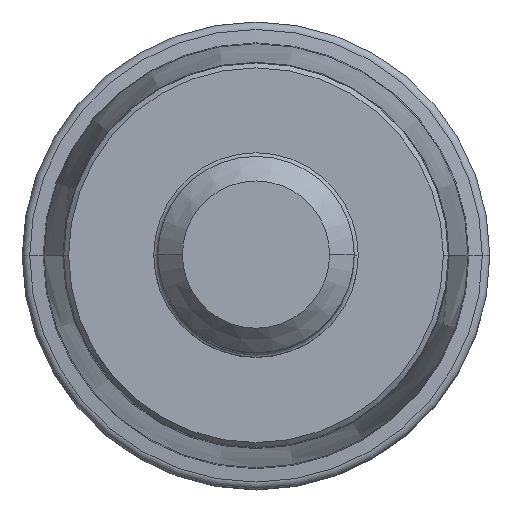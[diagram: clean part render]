
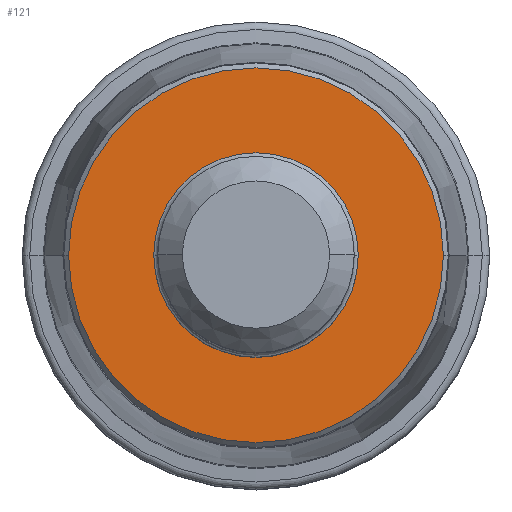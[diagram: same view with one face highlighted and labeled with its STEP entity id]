
A CAD part, top view. The second image highlights one B-rep face of the part: STEP entity #121.
In plain terms, the highlighted planar face has unit normal (0, 0, 1).
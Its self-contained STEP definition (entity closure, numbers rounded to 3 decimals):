
#43=PLANE('',#1315);
#48=FACE_BOUND('',#296,.T.);
#49=FACE_BOUND('',#297,.T.);
#121=ADVANCED_FACE('',(#48,#49),#43,.F.);
#296=EDGE_LOOP('',(#456,#457));
#297=EDGE_LOOP('',(#458,#459));
#456=ORIENTED_EDGE('',*,*,#786,.T.);
#457=ORIENTED_EDGE('',*,*,#787,.T.);
#458=ORIENTED_EDGE('',*,*,#788,.T.);
#459=ORIENTED_EDGE('',*,*,#789,.T.);
#678=VERTEX_POINT('',#2076);
#679=VERTEX_POINT('',#2077);
#680=VERTEX_POINT('',#2080);
#681=VERTEX_POINT('',#2081);
#786=EDGE_CURVE('',#678,#679,#937,.T.);
#787=EDGE_CURVE('',#679,#678,#938,.T.);
#788=EDGE_CURVE('',#680,#681,#939,.T.);
#789=EDGE_CURVE('',#681,#680,#940,.T.);
#937=CIRCLE('',#1311,11.45);
#938=CIRCLE('',#1312,11.45);
#939=CIRCLE('',#1313,6.15);
#940=CIRCLE('',#1314,6.15);
#1311=AXIS2_PLACEMENT_3D('',#2075,#1616,#1617);
#1312=AXIS2_PLACEMENT_3D('',#2078,#1618,#1619);
#1313=AXIS2_PLACEMENT_3D('',#2079,#1620,#1621);
#1314=AXIS2_PLACEMENT_3D('',#2082,#1622,#1623);
#1315=AXIS2_PLACEMENT_3D('',#2083,#1624,#1625);
#1616=DIRECTION('',(0.,0.,1.));
#1617=DIRECTION('',(-1.,0.,0.));
#1618=DIRECTION('',(0.,0.,1.));
#1619=DIRECTION('',(1.,0.,0.));
#1620=DIRECTION('',(0.,0.,-1.));
#1621=DIRECTION('',(1.,0.,0.));
#1622=DIRECTION('',(0.,0.,-1.));
#1623=DIRECTION('',(-1.,0.,0.));
#1624=DIRECTION('',(0.,0.,-1.));
#1625=DIRECTION('',(1.,0.,0.));
#2075=CARTESIAN_POINT('',(0.,0.,0.));
#2076=CARTESIAN_POINT('',(-11.45,0.,0.));
#2077=CARTESIAN_POINT('',(11.45,0.,0.));
#2078=CARTESIAN_POINT('',(0.,0.,0.));
#2079=CARTESIAN_POINT('',(0.,0.,0.));
#2080=CARTESIAN_POINT('',(6.15,0.,0.));
#2081=CARTESIAN_POINT('',(-6.15,0.,0.));
#2082=CARTESIAN_POINT('',(0.,0.,0.));
#2083=CARTESIAN_POINT('',(0.,0.,0.));
